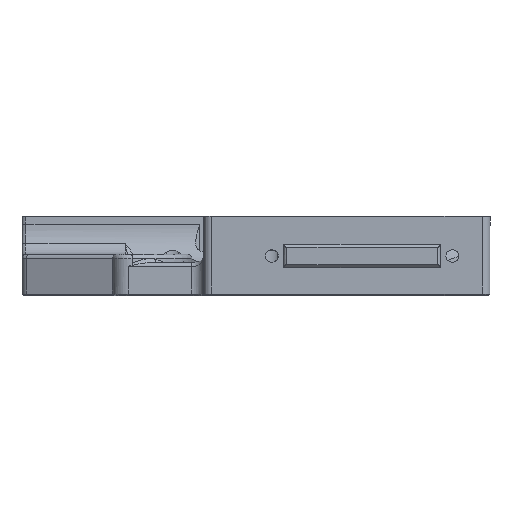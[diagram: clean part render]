
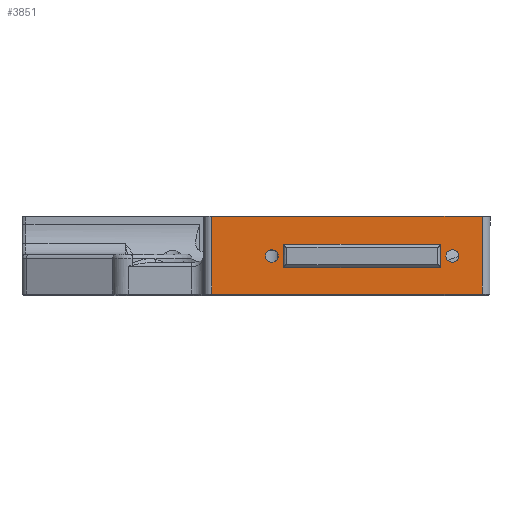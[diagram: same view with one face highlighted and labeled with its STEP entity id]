
A CAD part, front view. The second image highlights one B-rep face of the part: STEP entity #3851.
In plain terms, the highlighted planar face has unit normal (0, -1, 0).
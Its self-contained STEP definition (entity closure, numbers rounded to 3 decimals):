
#22=FACE_BOUND('',#709,.T.);
#23=FACE_BOUND('',#710,.T.);
#24=FACE_BOUND('',#711,.T.);
#327=CIRCLE('',#4206,1.6);
#328=CIRCLE('',#4207,1.6);
#493=FACE_OUTER_BOUND('',#708,.T.);
#708=EDGE_LOOP('',(#2995,#2996,#2997,#2998));
#709=EDGE_LOOP('',(#2999,#3000,#3001,#3002));
#710=EDGE_LOOP('',(#3003));
#711=EDGE_LOOP('',(#3004));
#1034=LINE('',#6692,#1353);
#1036=LINE('',#6698,#1355);
#1039=LINE('',#6706,#1358);
#1040=LINE('',#6708,#1359);
#1041=LINE('',#6712,#1360);
#1042=LINE('',#6714,#1361);
#1043=LINE('',#6716,#1362);
#1044=LINE('',#6717,#1363);
#1353=VECTOR('',#4996,10.);
#1355=VECTOR('',#5002,10.);
#1358=VECTOR('',#5011,10.);
#1359=VECTOR('',#5014,10.);
#1360=VECTOR('',#5017,10.);
#1361=VECTOR('',#5018,10.);
#1362=VECTOR('',#5019,10.);
#1363=VECTOR('',#5020,10.);
#1763=VERTEX_POINT('',#6685);
#1766=VERTEX_POINT('',#6690);
#1768=VERTEX_POINT('',#6696);
#1770=VERTEX_POINT('',#6704);
#1771=VERTEX_POINT('',#6710);
#1772=VERTEX_POINT('',#6711);
#1773=VERTEX_POINT('',#6713);
#1774=VERTEX_POINT('',#6715);
#1775=VERTEX_POINT('',#6718);
#1776=VERTEX_POINT('',#6720);
#2232=EDGE_CURVE('',#1763,#1766,#1034,.T.);
#2235=EDGE_CURVE('',#1768,#1766,#1036,.T.);
#2239=EDGE_CURVE('',#1770,#1768,#1039,.T.);
#2240=EDGE_CURVE('',#1770,#1763,#1040,.T.);
#2241=EDGE_CURVE('',#1771,#1772,#1041,.T.);
#2242=EDGE_CURVE('',#1773,#1771,#1042,.T.);
#2243=EDGE_CURVE('',#1773,#1774,#1043,.T.);
#2244=EDGE_CURVE('',#1774,#1772,#1044,.T.);
#2245=EDGE_CURVE('',#1775,#1775,#327,.T.);
#2246=EDGE_CURVE('',#1776,#1776,#328,.T.);
#2995=ORIENTED_EDGE('',*,*,#2241,.F.);
#2996=ORIENTED_EDGE('',*,*,#2242,.F.);
#2997=ORIENTED_EDGE('',*,*,#2243,.T.);
#2998=ORIENTED_EDGE('',*,*,#2244,.T.);
#2999=ORIENTED_EDGE('',*,*,#2240,.T.);
#3000=ORIENTED_EDGE('',*,*,#2232,.T.);
#3001=ORIENTED_EDGE('',*,*,#2235,.F.);
#3002=ORIENTED_EDGE('',*,*,#2239,.F.);
#3003=ORIENTED_EDGE('',*,*,#2245,.F.);
#3004=ORIENTED_EDGE('',*,*,#2246,.F.);
#3722=PLANE('',#4205);
#3851=ADVANCED_FACE('',(#493,#22,#23,#24),#3722,.F.);
#4205=AXIS2_PLACEMENT_3D('',#6709,#5015,#5016);
#4206=AXIS2_PLACEMENT_3D('',#6719,#5021,#5022);
#4207=AXIS2_PLACEMENT_3D('',#6721,#5023,#5024);
#4996=DIRECTION('',(0.,0.,-1.));
#5002=DIRECTION('',(1.,0.,0.));
#5011=DIRECTION('',(0.,0.,-1.));
#5014=DIRECTION('',(1.,0.,0.));
#5015=DIRECTION('center_axis',(0.,1.,0.));
#5016=DIRECTION('ref_axis',(1.,0.,0.));
#5017=DIRECTION('',(-1.,0.,0.));
#5018=DIRECTION('',(0.,0.,-1.));
#5019=DIRECTION('',(-1.,0.,0.));
#5020=DIRECTION('',(0.,0.,-1.));
#5021=DIRECTION('center_axis',(0.,-1.,0.));
#5022=DIRECTION('ref_axis',(-1.,0.,0.));
#5023=DIRECTION('center_axis',(0.,-1.,0.));
#5024=DIRECTION('ref_axis',(-1.,0.,0.));
#6685=CARTESIAN_POINT('',(72.5,-37.2,50.296));
#6690=CARTESIAN_POINT('',(72.5,-37.2,44.296));
#6692=CARTESIAN_POINT('',(72.5,-37.2,50.796));
#6696=CARTESIAN_POINT('',(33.,-37.2,44.296));
#6698=CARTESIAN_POINT('',(33.9,-37.2,44.296));
#6704=CARTESIAN_POINT('',(33.,-37.2,50.296));
#6706=CARTESIAN_POINT('',(33.,-37.2,50.796));
#6708=CARTESIAN_POINT('',(44.15,-37.2,50.296));
#6709=CARTESIAN_POINT('Origin',(15.8,-37.2,57.296));
#6710=CARTESIAN_POINT('',(83.,-37.2,37.696));
#6711=CARTESIAN_POINT('',(14.8,-37.2,37.696));
#6712=CARTESIAN_POINT('',(21.4,-37.2,37.696));
#6713=CARTESIAN_POINT('',(83.,-37.2,57.296));
#6714=CARTESIAN_POINT('',(83.,-37.2,57.296));
#6715=CARTESIAN_POINT('',(14.8,-37.2,57.296));
#6716=CARTESIAN_POINT('',(69.5,-37.2,57.296));
#6717=CARTESIAN_POINT('',(14.8,-37.2,47.296));
#6718=CARTESIAN_POINT('',(77.1,-37.2,47.296));
#6719=CARTESIAN_POINT('Origin',(75.5,-37.2,47.296));
#6720=CARTESIAN_POINT('',(31.6,-37.2,47.296));
#6721=CARTESIAN_POINT('Origin',(30.,-37.2,47.296));
